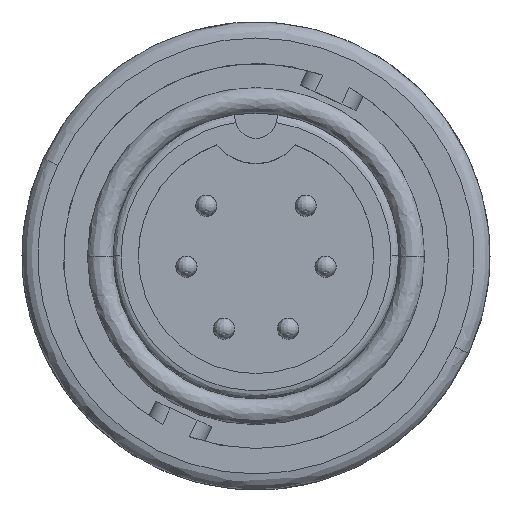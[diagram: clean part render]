
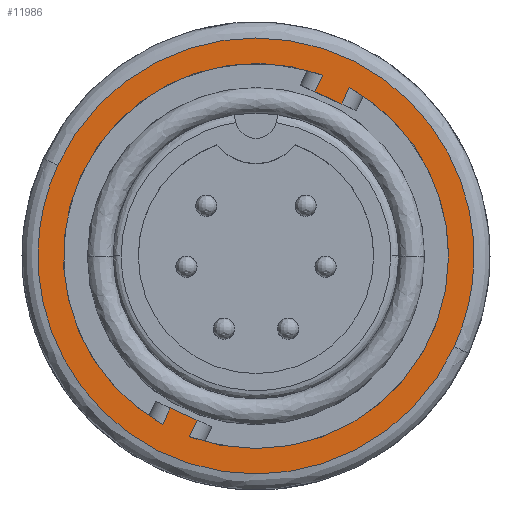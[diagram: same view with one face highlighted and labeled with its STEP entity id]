
A CAD part, top view. The second image highlights one B-rep face of the part: STEP entity #11986.
In plain terms, the highlighted planar face has unit normal (0, 0, 1).
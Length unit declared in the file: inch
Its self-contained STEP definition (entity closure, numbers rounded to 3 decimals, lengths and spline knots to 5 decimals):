
#61 = AXIS2_PLACEMENT_3D ( 'NONE', #13889, #6902, #15061 ) ;
#332 = PLANE ( 'NONE',  #15074 ) ;
#338 = CARTESIAN_POINT ( 'NONE',  ( 0.16027, 0.28407, -0.08324 ) ) ;
#418 = AXIS2_PLACEMENT_3D ( 'NONE', #5133, #13364, #6346 ) ;
#512 = CARTESIAN_POINT ( 'NONE',  ( -0.16027, -0.28407, -0.08324 ) ) ;
#679 = EDGE_CURVE ( 'NONE', #5981, #9942, #10467, .T. ) ;
#793 = DIRECTION ( 'NONE',  ( 0.416, 0.909, 0. ) ) ;
#1032 = ORIENTED_EDGE ( 'NONE', *, *, #13507, .F. ) ;
#1178 = EDGE_CURVE ( 'NONE', #13997, #14893, #14466, .T. ) ;
#1301 = FACE_BOUND ( 'NONE', #1953, .T. ) ;
#1872 = ORIENTED_EDGE ( 'NONE', *, *, #679, .T. ) ;
#1935 = VECTOR ( 'NONE', #7080, 39.37008 ) ;
#1953 = EDGE_LOOP ( 'NONE', ( #4463, #13999, #14727, #6196, #1032, #13469, #11679, #1872, #2065 ) ) ;
#2065 = ORIENTED_EDGE ( 'NONE', *, *, #10335, .F. ) ;
#2345 = VECTOR ( 'NONE', #793, 39.37008 ) ;
#3111 = CARTESIAN_POINT ( 'NONE',  ( 0.03131, -0.91066, -0.08324 ) ) ;
#3333 = EDGE_LOOP ( 'NONE', ( #13874, #6867 ) ) ;
#3473 = VECTOR ( 'NONE', #14053, 39.37008 ) ;
#3597 = CIRCLE ( 'NONE', #61, 0.36 ) ;
#3794 = CARTESIAN_POINT ( 'NONE',  ( 0.11026, 0.30696, -0.08324 ) ) ;
#4054 = VERTEX_POINT ( 'NONE', #12123 ) ;
#4056 = CARTESIAN_POINT ( 'NONE',  ( -0.37053, 0.16961, -0.08324 ) ) ;
#4077 = VERTEX_POINT ( 'NONE', #13852 ) ;
#4272 = CARTESIAN_POINT ( 'NONE',  ( -0.12439, -0.33783, -0.08324 ) ) ;
#4305 = CIRCLE ( 'NONE', #15120, 0.36 ) ;
#4463 = ORIENTED_EDGE ( 'NONE', *, *, #1178, .T. ) ;
#4467 = DIRECTION ( 'NONE',  ( 0., 0., -1. ) ) ;
#4496 = CARTESIAN_POINT ( 'NONE',  ( 0.36, 0., -0.08324 ) ) ;
#5133 = CARTESIAN_POINT ( 'NONE',  ( 0., 0., -0.08324 ) ) ;
#5350 = LINE ( 'NONE', #512, #14708 ) ;
#5460 = CARTESIAN_POINT ( 'NONE',  ( 0.37053, -0.16961, -0.08324 ) ) ;
#5510 = CARTESIAN_POINT ( 'NONE',  ( -0.37053, 0.16961, -0.08324 ) ) ;
#5868 = CARTESIAN_POINT ( 'NONE',  ( -0.16027, -0.28407, -0.08324 ) ) ;
#5923 = CARTESIAN_POINT ( 'NONE',  ( 0.16027, 0.28407, -0.08324 ) ) ;
#5981 = VERTEX_POINT ( 'NONE', #10831 ) ;
#6196 = ORIENTED_EDGE ( 'NONE', *, *, #15142, .T. ) ;
#6346 = DIRECTION ( 'NONE',  ( 1., 0., 0. ) ) ;
#6476 = VERTEX_POINT ( 'NONE', #4496 ) ;
#6493 = CARTESIAN_POINT ( 'NONE',  ( 0.37053, -0.16961, -0.08324 ) ) ;
#6522 = VERTEX_POINT ( 'NONE', #12758 ) ;
#6678 = CARTESIAN_POINT ( 'NONE',  ( 0.37053, -0.16961, -0.08324 ) ) ;
#6698 = EDGE_CURVE ( 'NONE', #6476, #4077, #7907, .T. ) ;
#6749 = VECTOR ( 'NONE', #9588, 39.37008 ) ;
#6867 = ORIENTED_EDGE ( 'NONE', *, *, #11680, .F. ) ;
#6886 = EDGE_CURVE ( 'NONE', #14893, #6476, #3597, .T. ) ;
#6902 = DIRECTION ( 'NONE',  ( 0., 0., -1. ) ) ;
#7080 = DIRECTION ( 'NONE',  ( 0.416, 0.909, 0. ) ) ;
#7220 = DIRECTION ( 'NONE',  ( 0., 0., 1. ) ) ;
#7237 = CARTESIAN_POINT ( 'NONE',  ( 0.16027, 0.28407, -0.08324 ) ) ;
#7270 = CARTESIAN_POINT ( 'NONE',  ( 0.1744, 0.31493, -0.08324 ) ) ;
#7354 = VECTOR ( 'NONE', #11300, 39.37008 ) ;
#7645 = FACE_OUTER_BOUND ( 'NONE', #3333, .T. ) ;
#7651 = DIRECTION ( 'NONE',  ( 0.909, -0.416, 0. ) ) ;
#7907 = CIRCLE ( 'NONE', #418, 0.36 ) ;
#8475 = VERTEX_POINT ( 'NONE', #6678 ) ;
#8659 = DIRECTION ( 'NONE',  ( 1., 0., 0. ) ) ;
#8669 = LINE ( 'NONE', #4272, #2345 ) ;
#8941 = CARTESIAN_POINT ( 'NONE',  ( -0.37053, 0.16961, -0.08324 ) ) ;
#9036 = EDGE_CURVE ( 'NONE', #10204, #5981, #4305, .T. ) ;
#9584 = CARTESIAN_POINT ( 'NONE',  ( 0., 0., -0.08324 ) ) ;
#9588 = DIRECTION ( 'NONE',  ( -0.909, 0.416, 0. ) ) ;
#9942 = VERTEX_POINT ( 'NONE', #3794 ) ;
#10204 = VERTEX_POINT ( 'NONE', #15029 ) ;
#10335 = EDGE_CURVE ( 'NONE', #13997, #9942, #13338, .T. ) ;
#10449 = EDGE_CURVE ( 'NONE', #14652, #8475, #13302, .T. ) ;
#10467 = LINE ( 'NONE', #11349, #7354 ) ;
#10831 = CARTESIAN_POINT ( 'NONE',  ( 0.12439, 0.33783, -0.08324 ) ) ;
#11028 = CARTESIAN_POINT ( 'NONE',  ( -0.03131, 0.91066, -0.08324 ) ) ;
#11300 = DIRECTION ( 'NONE',  ( -0.416, -0.909, 0. ) ) ;
#11349 = CARTESIAN_POINT ( 'NONE',  ( 0.12439, 0.33783, -0.08324 ) ) ;
#11543 = CARTESIAN_POINT ( 'NONE',  ( 0., 0., -0.08324 ) ) ;
#11679 = ORIENTED_EDGE ( 'NONE', *, *, #9036, .T. ) ;
#11680 = EDGE_CURVE ( 'NONE', #8475, #14652, #14883, .T. ) ;
#11986 = ADVANCED_FACE ( 'NONE', ( #7645, #1301 ), #332, .T. ) ;
#12123 = CARTESIAN_POINT ( 'NONE',  ( -0.16027, -0.28407, -0.08324 ) ) ;
#12559 = CARTESIAN_POINT ( 'NONE',  ( -0.70974, -0.57145, -0.08324 ) ) ;
#12723 = DIRECTION ( 'NONE',  ( 1., 0., 0. ) ) ;
#12758 = CARTESIAN_POINT ( 'NONE',  ( -0.11026, -0.30696, -0.08324 ) ) ;
#13259 = LINE ( 'NONE', #5868, #3473 ) ;
#13302 =( BOUNDED_CURVE ( )  B_SPLINE_CURVE ( 3, ( #4056, #11028, #13493, #6493 ),
 .UNSPECIFIED., .F., .F. ) 
 B_SPLINE_CURVE_WITH_KNOTS ( ( 4, 4 ),
 ( 0., 1. ),
 .UNSPECIFIED. ) 
 CURVE ( )  GEOMETRIC_REPRESENTATION_ITEM ( )  RATIONAL_B_SPLINE_CURVE ( ( 1., 0.333, 0.333, 1. ) ) 
 REPRESENTATION_ITEM ( '' )  );
#13338 = LINE ( 'NONE', #5923, #6749 ) ;
#13364 = DIRECTION ( 'NONE',  ( 0., 0., -1. ) ) ;
#13469 = ORIENTED_EDGE ( 'NONE', *, *, #13787, .T. ) ;
#13493 = CARTESIAN_POINT ( 'NONE',  ( 0.70974, 0.57145, -0.08324 ) ) ;
#13507 = EDGE_CURVE ( 'NONE', #4054, #6522, #5350, .T. ) ;
#13787 = EDGE_CURVE ( 'NONE', #4054, #10204, #13259, .T. ) ;
#13852 = CARTESIAN_POINT ( 'NONE',  ( -0.12439, -0.33783, -0.08324 ) ) ;
#13874 = ORIENTED_EDGE ( 'NONE', *, *, #10449, .F. ) ;
#13889 = CARTESIAN_POINT ( 'NONE',  ( 0., 0., -0.08324 ) ) ;
#13997 = VERTEX_POINT ( 'NONE', #338 ) ;
#13999 = ORIENTED_EDGE ( 'NONE', *, *, #6886, .T. ) ;
#14053 = DIRECTION ( 'NONE',  ( -0.416, -0.909, 0. ) ) ;
#14466 = LINE ( 'NONE', #7237, #1935 ) ;
#14652 = VERTEX_POINT ( 'NONE', #8941 ) ;
#14708 = VECTOR ( 'NONE', #7651, 39.37008 ) ;
#14727 = ORIENTED_EDGE ( 'NONE', *, *, #6698, .T. ) ;
#14883 =( BOUNDED_CURVE ( )  B_SPLINE_CURVE ( 3, ( #5460, #3111, #12559, #5510 ),
 .UNSPECIFIED., .F., .F. ) 
 B_SPLINE_CURVE_WITH_KNOTS ( ( 4, 4 ),
 ( 0., 1. ),
 .UNSPECIFIED. ) 
 CURVE ( )  GEOMETRIC_REPRESENTATION_ITEM ( )  RATIONAL_B_SPLINE_CURVE ( ( 1., 0.333, 0.333, 1. ) ) 
 REPRESENTATION_ITEM ( '' )  );
#14893 = VERTEX_POINT ( 'NONE', #7270 ) ;
#15029 = CARTESIAN_POINT ( 'NONE',  ( -0.1744, -0.31493, -0.08324 ) ) ;
#15061 = DIRECTION ( 'NONE',  ( 1., 0., 0. ) ) ;
#15074 = AXIS2_PLACEMENT_3D ( 'NONE', #9584, #7220, #8659 ) ;
#15120 = AXIS2_PLACEMENT_3D ( 'NONE', #11543, #4467, #12723 ) ;
#15142 = EDGE_CURVE ( 'NONE', #4077, #6522, #8669, .T. ) ;
